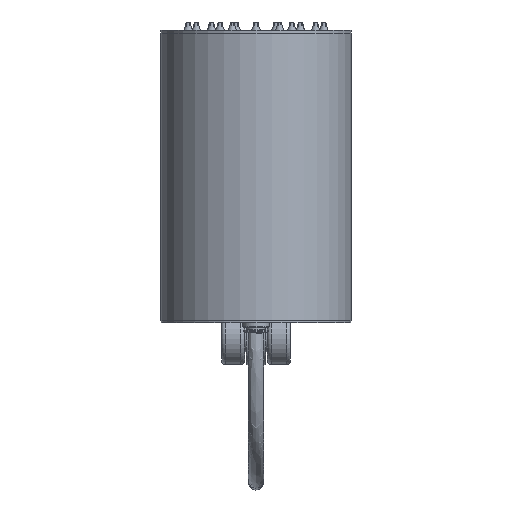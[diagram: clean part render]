
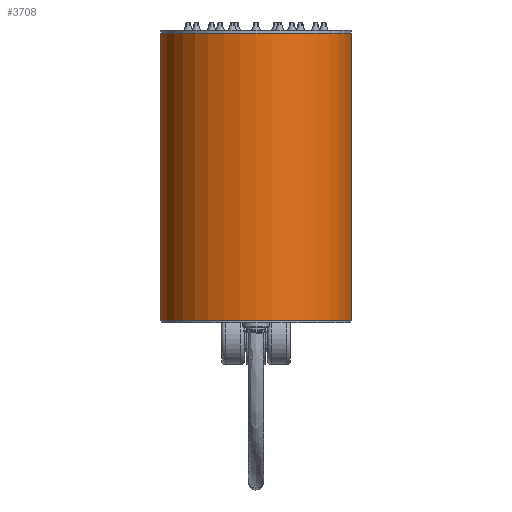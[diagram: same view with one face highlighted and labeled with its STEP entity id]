
A CAD part, left-side view. The second image highlights one B-rep face of the part: STEP entity #3708.
In plain terms, the highlighted cylindrical face has radius 49.65 mm (diameter 99.3 mm), a full revolution.
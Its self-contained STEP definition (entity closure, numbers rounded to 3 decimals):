
#3708=ADVANCED_FACE('',(#5152,#5153),#5154,.T.);
#5152=FACE_OUTER_BOUND('',#6715,.T.);
#5153=FACE_OUTER_BOUND('',#6716,.T.);
#5154=CYLINDRICAL_SURFACE('',#6717,49.65);
#6715=EDGE_LOOP('',(#9807));
#6716=EDGE_LOOP('',(#9808));
#6717=AXIS2_PLACEMENT_3D('',#9809,#9810,#9811);
#9807=ORIENTED_EDGE('',*,*,#12292,.T.);
#9808=ORIENTED_EDGE('',*,*,#12293,.T.);
#9809=CARTESIAN_POINT('',(0.0,0.0,0.0));
#9810=DIRECTION('',(0.0,0.0,-1.0));
#9811=DIRECTION('',(-1.0,0.0,0.0));
#12292=EDGE_CURVE('',#13468,#13468,#13469,.T.);
#12293=EDGE_CURVE('',#13470,#13470,#13471,.F.);
#13468=VERTEX_POINT('',#15217);
#13469=CIRCLE('',#15218,49.65);
#13470=VERTEX_POINT('',#15219);
#13471=CIRCLE('',#15220,49.65);
#15217=CARTESIAN_POINT('',(-49.65,0.0,0.0));
#15218=AXIS2_PLACEMENT_3D('',#17458,#17459,#17460);
#15219=CARTESIAN_POINT('',(-49.65,0.,-150.0));
#15220=AXIS2_PLACEMENT_3D('',#17461,#17462,#17463);
#17458=CARTESIAN_POINT('',(0.0,0.0,0.0));
#17459=DIRECTION('',(0.0,0.0,-1.0));
#17460=DIRECTION('',(-1.0,0.0,0.0));
#17461=CARTESIAN_POINT('',(0.0,0.0,-150.0));
#17462=DIRECTION('',(0.0,0.0,-1.0));
#17463=DIRECTION('',(-1.0,0.0,0.0));
